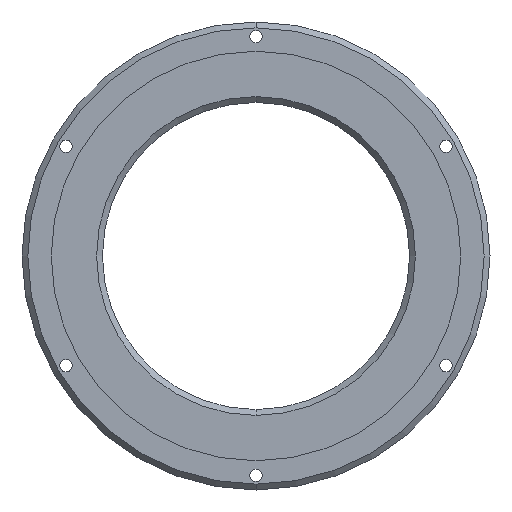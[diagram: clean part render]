
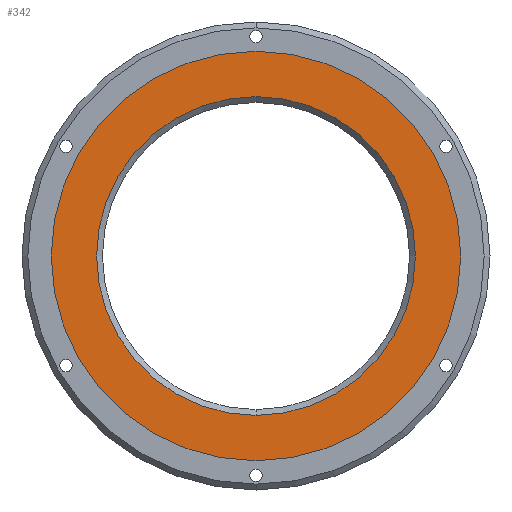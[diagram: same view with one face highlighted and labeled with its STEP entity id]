
A CAD part, front view. The second image highlights one B-rep face of the part: STEP entity #342.
In plain terms, the highlighted planar face has unit normal (0, -1, 0).
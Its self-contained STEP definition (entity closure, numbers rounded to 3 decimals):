
#1 = PLANE ( 'NONE',  #68 ) ;
#16 = ORIENTED_EDGE ( 'NONE', *, *, #490, .F. ) ;
#68 = AXIS2_PLACEMENT_3D ( 'NONE', #659, #1124, #1235 ) ;
#213 = FACE_BOUND ( 'NONE', #273, .T. ) ;
#273 = EDGE_LOOP ( 'NONE', ( #473, #708 ) ) ;
#297 = CIRCLE ( 'NONE', #862, 70. ) ;
#299 = FACE_OUTER_BOUND ( 'NONE', #1273, .T. ) ;
#326 = VERTEX_POINT ( 'NONE', #426 ) ;
#342 = ADVANCED_FACE ( 'NONE', ( #213, #299 ), #1, .F. ) ;
#346 = DIRECTION ( 'NONE',  ( 0., 0., 1. ) ) ;
#357 = ORIENTED_EDGE ( 'NONE', *, *, #713, .F. ) ;
#426 = CARTESIAN_POINT ( 'NONE',  ( 30.674, -40., 61.097 ) ) ;
#440 = DIRECTION ( 'NONE',  ( 0., 1., 0. ) ) ;
#446 = AXIS2_PLACEMENT_3D ( 'NONE', #935, #808, #569 ) ;
#458 = EDGE_CURVE ( 'NONE', #968, #1019, #978, .T. ) ;
#464 = CARTESIAN_POINT ( 'NONE',  ( 30.674, -40., -8.903 ) ) ;
#473 = ORIENTED_EDGE ( 'NONE', *, *, #458, .T. ) ;
#490 = EDGE_CURVE ( 'NONE', #520, #326, #297, .T. ) ;
#520 = VERTEX_POINT ( 'NONE', #697 ) ;
#547 = CIRCLE ( 'NONE', #446, 54.5 ) ;
#551 = CIRCLE ( 'NONE', #675, 70. ) ;
#569 = DIRECTION ( 'NONE',  ( 0., 0., 1. ) ) ;
#659 = CARTESIAN_POINT ( 'NONE',  ( 30.674, -40., -8.903 ) ) ;
#675 = AXIS2_PLACEMENT_3D ( 'NONE', #1232, #440, #346 ) ;
#697 = CARTESIAN_POINT ( 'NONE',  ( 30.674, -40., -78.903 ) ) ;
#708 = ORIENTED_EDGE ( 'NONE', *, *, #1387, .T. ) ;
#713 = EDGE_CURVE ( 'NONE', #326, #520, #551, .T. ) ;
#717 = CARTESIAN_POINT ( 'NONE',  ( 30.674, -40., 45.597 ) ) ;
#808 = DIRECTION ( 'NONE',  ( 0., 1., 0. ) ) ;
#862 = AXIS2_PLACEMENT_3D ( 'NONE', #464, #1353, #1265 ) ;
#935 = CARTESIAN_POINT ( 'NONE',  ( 30.674, -40., -8.903 ) ) ;
#968 = VERTEX_POINT ( 'NONE', #1175 ) ;
#978 = CIRCLE ( 'NONE', #1126, 54.5 ) ;
#1019 = VERTEX_POINT ( 'NONE', #717 ) ;
#1042 = CARTESIAN_POINT ( 'NONE',  ( 30.674, -40., -8.903 ) ) ;
#1124 = DIRECTION ( 'NONE',  ( 0., 1., 0. ) ) ;
#1126 = AXIS2_PLACEMENT_3D ( 'NONE', #1042, #1155, #1257 ) ;
#1155 = DIRECTION ( 'NONE',  ( 0., 1., 0. ) ) ;
#1175 = CARTESIAN_POINT ( 'NONE',  ( 30.674, -40., -63.403 ) ) ;
#1232 = CARTESIAN_POINT ( 'NONE',  ( 30.674, -40., -8.903 ) ) ;
#1235 = DIRECTION ( 'NONE',  ( 0., 0., 1. ) ) ;
#1257 = DIRECTION ( 'NONE',  ( 0., 0., 1. ) ) ;
#1265 = DIRECTION ( 'NONE',  ( 0., 0., 1. ) ) ;
#1273 = EDGE_LOOP ( 'NONE', ( #357, #16 ) ) ;
#1353 = DIRECTION ( 'NONE',  ( 0., 1., 0. ) ) ;
#1387 = EDGE_CURVE ( 'NONE', #1019, #968, #547, .T. ) ;
